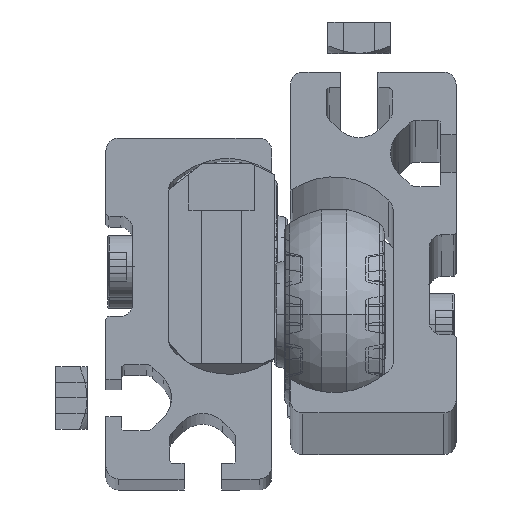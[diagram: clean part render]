
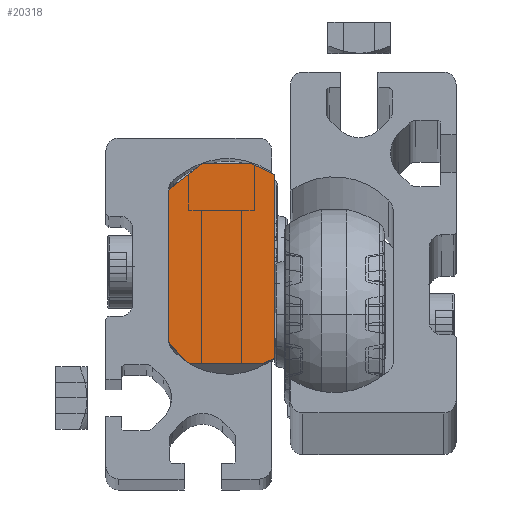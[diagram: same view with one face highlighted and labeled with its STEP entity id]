
A CAD part, top view. The second image highlights one B-rep face of the part: STEP entity #20318.
In plain terms, the highlighted face is planar.
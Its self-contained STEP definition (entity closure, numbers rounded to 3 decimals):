
#294 = VERTEX_POINT ( 'NONE', #11087 ) ;
#1174 = EDGE_CURVE ( 'NONE', #5555, #20156, #19825, .T. ) ;
#1680 = LINE ( 'NONE', #16287, #22547 ) ;
#2535 = DIRECTION ( 'NONE',  ( 0., 0.616, -0.788 ) ) ;
#2758 = VERTEX_POINT ( 'NONE', #19470 ) ;
#3289 = CARTESIAN_POINT ( 'NONE',  ( 19., 16.5, 3. ) ) ;
#3354 = EDGE_CURVE ( 'NONE', #5036, #294, #8794, .T. ) ;
#3415 = DIRECTION ( 'NONE',  ( 0., -0.423, -0.906 ) ) ;
#3656 = ORIENTED_EDGE ( 'NONE', *, *, #18204, .T. ) ;
#4226 = LINE ( 'NONE', #11662, #22839 ) ;
#4890 = ORIENTED_EDGE ( 'NONE', *, *, #9682, .F. ) ;
#4927 = ORIENTED_EDGE ( 'NONE', *, *, #21174, .F. ) ;
#5036 = VERTEX_POINT ( 'NONE', #18412 ) ;
#5081 = LINE ( 'NONE', #15956, #17488 ) ;
#5555 = VERTEX_POINT ( 'NONE', #6540 ) ;
#6147 = DIRECTION ( 'NONE',  ( 0., 0., 1. ) ) ;
#6324 = ORIENTED_EDGE ( 'NONE', *, *, #17195, .T. ) ;
#6540 = CARTESIAN_POINT ( 'NONE',  ( 19., 16.5, -4.6 ) ) ;
#8071 = ORIENTED_EDGE ( 'NONE', *, *, #18961, .F. ) ;
#8194 = PLANE ( 'NONE',  #16866 ) ;
#8794 = LINE ( 'NONE', #23206, #20244 ) ;
#9180 = VECTOR ( 'NONE', #14549, 1000. ) ;
#9225 = VERTEX_POINT ( 'NONE', #12229 ) ;
#9309 = CARTESIAN_POINT ( 'NONE',  ( 19., -15.5, -6.7 ) ) ;
#9682 = EDGE_CURVE ( 'NONE', #9225, #21826, #11214, .T. ) ;
#11087 = CARTESIAN_POINT ( 'NONE',  ( 19., 12.203, 8.5 ) ) ;
#11104 = CARTESIAN_POINT ( 'NONE',  ( 19., -12.2, 8.5 ) ) ;
#11214 = LINE ( 'NONE', #17054, #15480 ) ;
#11662 = CARTESIAN_POINT ( 'NONE',  ( 19., 12.203, 8.5 ) ) ;
#12229 = CARTESIAN_POINT ( 'NONE',  ( 19., -14.661, -8.5 ) ) ;
#12702 = DIRECTION ( 'NONE',  ( 0., -1., 0. ) ) ;
#12899 = ORIENTED_EDGE ( 'NONE', *, *, #19648, .T. ) ;
#13481 = DIRECTION ( 'NONE',  ( 0., 0., 1. ) ) ;
#13569 = ORIENTED_EDGE ( 'NONE', *, *, #1174, .F. ) ;
#14169 = VECTOR ( 'NONE', #13481, 1000. ) ;
#14549 = DIRECTION ( 'NONE',  ( 0., -0.707, -0.707 ) ) ;
#15297 = LINE ( 'NONE', #22593, #14169 ) ;
#15480 = VECTOR ( 'NONE', #22061, 1000. ) ;
#15956 = CARTESIAN_POINT ( 'NONE',  ( 19., -15.5, 5.2 ) ) ;
#16287 = CARTESIAN_POINT ( 'NONE',  ( 19., 14.681, -8.5 ) ) ;
#16592 = EDGE_LOOP ( 'NONE', ( #4927, #19102, #3656, #6324, #4890, #8071, #13569, #12899 ) ) ;
#16866 = AXIS2_PLACEMENT_3D ( 'NONE', #19029, #20799, #6147 ) ;
#17054 = CARTESIAN_POINT ( 'NONE',  ( 19., -14.661, -8.5 ) ) ;
#17195 = EDGE_CURVE ( 'NONE', #2758, #21826, #5081, .T. ) ;
#17488 = VECTOR ( 'NONE', #23018, 1000. ) ;
#18204 = EDGE_CURVE ( 'NONE', #5036, #2758, #20040, .T. ) ;
#18412 = CARTESIAN_POINT ( 'NONE',  ( 19., -12.2, 8.5 ) ) ;
#18456 = FACE_OUTER_BOUND ( 'NONE', #16592, .T. ) ;
#18961 = EDGE_CURVE ( 'NONE', #20156, #9225, #1680, .T. ) ;
#19029 = CARTESIAN_POINT ( 'NONE',  ( 19., 1.5, 22.2 ) ) ;
#19102 = ORIENTED_EDGE ( 'NONE', *, *, #3354, .F. ) ;
#19470 = CARTESIAN_POINT ( 'NONE',  ( 19., -15.5, 5.2 ) ) ;
#19648 = EDGE_CURVE ( 'NONE', #5555, #22150, #15297, .T. ) ;
#19825 = LINE ( 'NONE', #21849, #22493 ) ;
#20040 = LINE ( 'NONE', #11104, #9180 ) ;
#20156 = VERTEX_POINT ( 'NONE', #21197 ) ;
#20244 = VECTOR ( 'NONE', #21774, 1000. ) ;
#20318 = ADVANCED_FACE ( 'NONE', ( #18456 ), #8194, .F. ) ;
#20799 = DIRECTION ( 'NONE',  ( -1., 0., 0. ) ) ;
#21174 = EDGE_CURVE ( 'NONE', #294, #22150, #4226, .T. ) ;
#21197 = CARTESIAN_POINT ( 'NONE',  ( 19., 14.681, -8.5 ) ) ;
#21774 = DIRECTION ( 'NONE',  ( 0., 1., 0. ) ) ;
#21826 = VERTEX_POINT ( 'NONE', #9309 ) ;
#21849 = CARTESIAN_POINT ( 'NONE',  ( 19., 16.5, -4.6 ) ) ;
#22061 = DIRECTION ( 'NONE',  ( 0., -0.423, 0.906 ) ) ;
#22150 = VERTEX_POINT ( 'NONE', #3289 ) ;
#22493 = VECTOR ( 'NONE', #3415, 1000. ) ;
#22547 = VECTOR ( 'NONE', #12702, 1000. ) ;
#22593 = CARTESIAN_POINT ( 'NONE',  ( 19., 16.5, -4.6 ) ) ;
#22839 = VECTOR ( 'NONE', #2535, 1000. ) ;
#23018 = DIRECTION ( 'NONE',  ( 0., 0., -1. ) ) ;
#23206 = CARTESIAN_POINT ( 'NONE',  ( 19., -12.2, 8.5 ) ) ;
